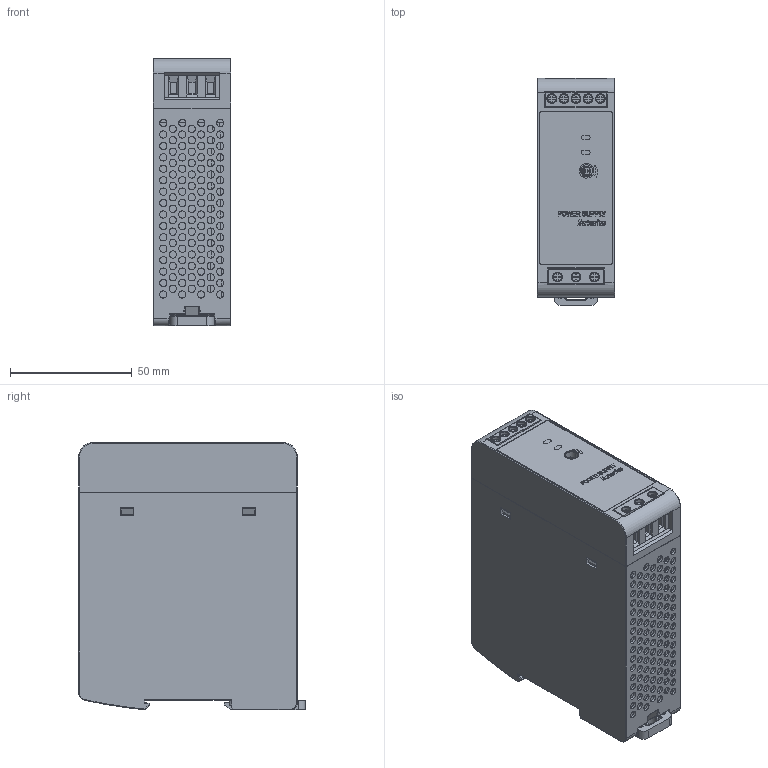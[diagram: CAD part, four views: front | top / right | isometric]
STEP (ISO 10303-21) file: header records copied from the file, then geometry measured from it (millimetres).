
FILE_DESCRIPTION (( 'STEP AP214' ), '1' );
FILE_NAME ('SPB-A060-12.STEP', '2025-08-26T20:46:11', ( '' ), ( '' ), 'SwSTEP 2.0', 'SolidWorks 2024', '' );
FILE_SCHEMA (( 'AUTOMOTIVE_DESIGN' ));
Length unit declared in the file: millimetre
Products named in the file (1): SPB-A060-12
Bounding box: 32 x 93.3 x 110.2 mm (x, y, z)
Volume: 304886.1 mm3; surface area: 39223.2 mm2
Topology: 1 solids, 11 shells, 1728 faces, 4349 edges, 2929 vertices
Faces by surface type: plane 941, cone 479, cylinder 192, bspline 57, torus 40, sphere 19
Entity records: 53864 total; most frequent: CARTESIAN_POINT 11960, ORIENTED_EDGE 8664, DIRECTION 8644, EDGE_CURVE 4332, AXIS2_PLACEMENT_3D 3170, VERTEX_POINT 2929, VECTOR 2304, LINE 2304
